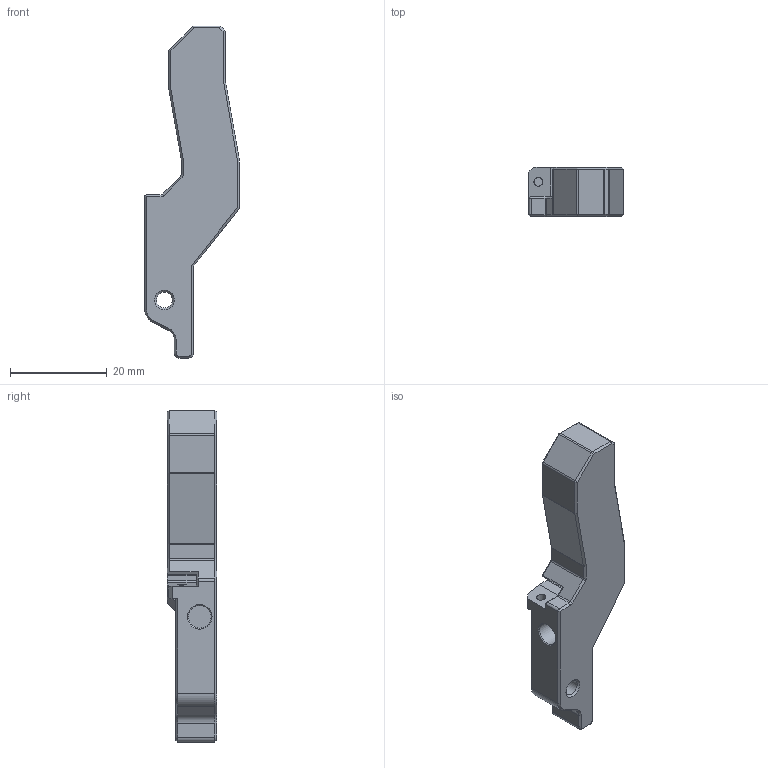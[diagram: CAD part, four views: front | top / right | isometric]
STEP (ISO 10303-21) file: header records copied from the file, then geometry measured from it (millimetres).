
FILE_DESCRIPTION(/* description */ (''),/* implementation_level */ '2;1');
FILE_NAME(/* name */ 'Cutter_Mount_Nobe_Cutter_45.step',/* time_stamp */ '2023-05-02T23:57:15+09:00',/* author */ (''),/* organization */ (''),/* preprocessor_version */ 'ST-DEVELOPER v19.2',/* originating_system */ 'Autodesk Translation Framework v12.4.0.73',/* authorisation */ '');
FILE_SCHEMA (('AUTOMOTIVE_DESIGN { 1 0 10303 214 3 1 1 }'));
Length unit declared in the file: millimetre
Products named in the file (1): Cutter_Mount_Nobe_Cutter_45
Bounding box: 19.6 x 10.2 x 68.74 mm (x, y, z)
Volume: 7205.4 mm3; surface area: 3391.6 mm2
Topology: 1 solids, 1 shells, 129 faces, 306 edges, 181 vertices
Faces by surface type: plane 73, cone 35, cylinder 21
Full cylindrical faces by diameter (mm): 1.8 x1, 3.3 x1, 4.7 x1
Entity records: 3651 total; most frequent: DIRECTION 643, CARTESIAN_POINT 617, ORIENTED_EDGE 612, EDGE_CURVE 306, LINE 229, VECTOR 229, AXIS2_PLACEMENT_3D 207, VERTEX_POINT 181
